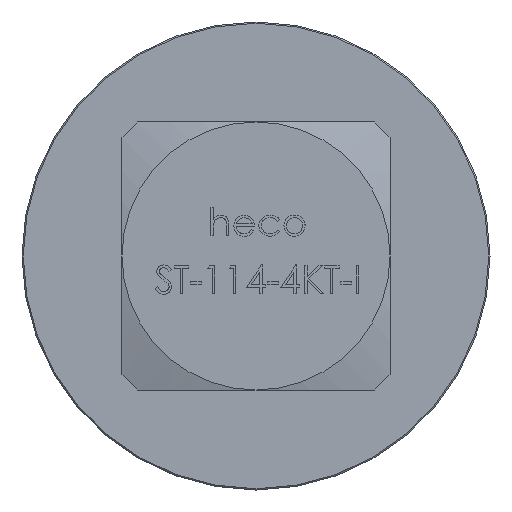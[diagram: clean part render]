
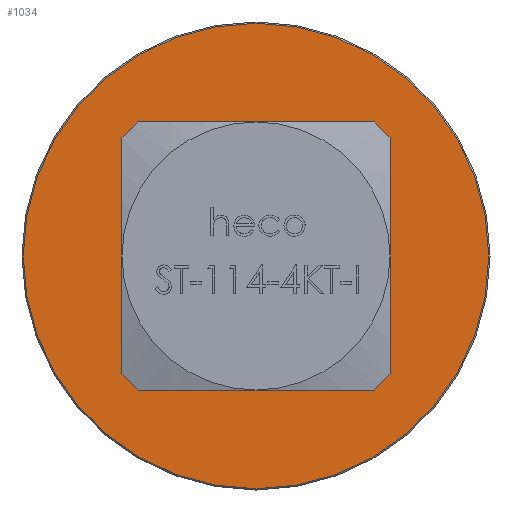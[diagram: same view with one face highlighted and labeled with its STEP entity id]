
A CAD part, front view. The second image highlights one B-rep face of the part: STEP entity #1034.
In plain terms, the highlighted planar face has unit normal (0, -1, 0).
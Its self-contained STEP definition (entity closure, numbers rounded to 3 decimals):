
#142 = AXIS2_PLACEMENT_3D ( 'NONE', #8434, #8436, #8437 ) ;
#166 = LINE ( 'NONE', #728, #194 ) ;
#194 = VECTOR ( 'NONE', #727, 1000. ) ;
#301 = CIRCLE ( 'NONE', #142, 16. ) ;
#311 = CIRCLE ( 'NONE', #1978, 16. ) ;
#328 = CIRCLE ( 'NONE', #2884, 16. ) ;
#388 = CIRCLE ( 'NONE', #2872, 16. ) ;
#426 = VERTEX_POINT ( 'NONE', #6104 ) ;
#727 = DIRECTION ( 'NONE',  ( 0., 0., -1. ) ) ;
#728 = CARTESIAN_POINT ( 'NONE',  ( 12., 12., -12. ) ) ;
#762 = CIRCLE ( 'NONE', #5655, 20.841 ) ;
#910 = CARTESIAN_POINT ( 'NONE',  ( -12., 12., 10.583 ) ) ;
#1000 = CARTESIAN_POINT ( 'NONE',  ( -10.583, 12., 12. ) ) ;
#1034 = ADVANCED_FACE ( 'NONE', ( #2089, #2088 ), #3541, .F. ) ;
#1279 = CARTESIAN_POINT ( 'NONE',  ( 10.583, 12., -12. ) ) ;
#1287 = CARTESIAN_POINT ( 'NONE',  ( 12., 12., 10.583 ) ) ;
#1302 = CARTESIAN_POINT ( 'NONE',  ( 12., 12., -10.583 ) ) ;
#1346 = CARTESIAN_POINT ( 'NONE',  ( -10.583, 12., -12. ) ) ;
#1377 = CARTESIAN_POINT ( 'NONE',  ( -12., 12., -10.583 ) ) ;
#1437 = CARTESIAN_POINT ( 'NONE',  ( 10.583, 12., 12. ) ) ;
#1956 = EDGE_CURVE ( 'NONE', #4684, #4614, #311, .T. ) ;
#1978 = AXIS2_PLACEMENT_3D ( 'NONE', #8283, #8284, #8285 ) ;
#2088 = FACE_BOUND ( 'NONE', #2735, .T. ) ;
#2089 = FACE_OUTER_BOUND ( 'NONE', #2703, .T. ) ;
#2117 = AXIS2_PLACEMENT_3D ( 'NONE', #3543, #3539, #3542 ) ;
#2212 = EDGE_CURVE ( 'NONE', #4496, #4679, #301, .T. ) ;
#2703 = EDGE_LOOP ( 'NONE', ( #4044 ) ) ;
#2735 = EDGE_LOOP ( 'NONE', ( #4823, #4327, #4491, #4404, #3952, #4624, #4625, #4638 ) ) ;
#2872 = AXIS2_PLACEMENT_3D ( 'NONE', #8051, #8057, #8066 ) ;
#2884 = AXIS2_PLACEMENT_3D ( 'NONE', #7798, #7800, #7805 ) ;
#2984 = VECTOR ( 'NONE', #6810, 1000. ) ;
#3017 = LINE ( 'NONE', #6768, #3210 ) ;
#3132 = LINE ( 'NONE', #6558, #3200 ) ;
#3176 = LINE ( 'NONE', #6811, #2984 ) ;
#3200 = VECTOR ( 'NONE', #6557, 1000. ) ;
#3210 = VECTOR ( 'NONE', #6767, 1000. ) ;
#3539 = DIRECTION ( 'NONE',  ( 0., 1., 0. ) ) ;
#3541 = PLANE ( 'NONE',  #2117 ) ;
#3542 = DIRECTION ( 'NONE',  ( 0., 0., 1. ) ) ;
#3543 = CARTESIAN_POINT ( 'NONE',  ( 0., 12., 0. ) ) ;
#3717 = EDGE_CURVE ( 'NONE', #4684, #4679, #166, .T. ) ;
#3807 = EDGE_CURVE ( 'NONE', #4063, #4614, #3176, .T. ) ;
#3824 = EDGE_CURVE ( 'NONE', #4646, #4002, #3017, .T. ) ;
#3895 = EDGE_CURVE ( 'NONE', #4496, #4656, #3132, .T. ) ;
#3952 = ORIENTED_EDGE ( 'NONE', *, *, #3824, .T. ) ;
#4002 = VERTEX_POINT ( 'NONE', #910 ) ;
#4044 = ORIENTED_EDGE ( 'NONE', *, *, #7589, .T. ) ;
#4063 = VERTEX_POINT ( 'NONE', #1000 ) ;
#4327 = ORIENTED_EDGE ( 'NONE', *, *, #2212, .F. ) ;
#4404 = ORIENTED_EDGE ( 'NONE', *, *, #7558, .F. ) ;
#4491 = ORIENTED_EDGE ( 'NONE', *, *, #3895, .T. ) ;
#4496 = VERTEX_POINT ( 'NONE', #1279 ) ;
#4614 = VERTEX_POINT ( 'NONE', #1437 ) ;
#4624 = ORIENTED_EDGE ( 'NONE', *, *, #7565, .F. ) ;
#4625 = ORIENTED_EDGE ( 'NONE', *, *, #3807, .T. ) ;
#4638 = ORIENTED_EDGE ( 'NONE', *, *, #1956, .F. ) ;
#4646 = VERTEX_POINT ( 'NONE', #1377 ) ;
#4656 = VERTEX_POINT ( 'NONE', #1346 ) ;
#4679 = VERTEX_POINT ( 'NONE', #1302 ) ;
#4684 = VERTEX_POINT ( 'NONE', #1287 ) ;
#4823 = ORIENTED_EDGE ( 'NONE', *, *, #3717, .T. ) ;
#5414 = DIRECTION ( 'NONE',  ( 1., 0., 0. ) ) ;
#5415 = DIRECTION ( 'NONE',  ( 0., -1., 0. ) ) ;
#5416 = CARTESIAN_POINT ( 'NONE',  ( 0., 12., 0. ) ) ;
#5655 = AXIS2_PLACEMENT_3D ( 'NONE', #5416, #5415, #5414 ) ;
#6104 = CARTESIAN_POINT ( 'NONE',  ( 20.841, 12., 0. ) ) ;
#6557 = DIRECTION ( 'NONE',  ( -1., 0., 0. ) ) ;
#6558 = CARTESIAN_POINT ( 'NONE',  ( -12., 12., -12. ) ) ;
#6767 = DIRECTION ( 'NONE',  ( 0., 0., 1. ) ) ;
#6768 = CARTESIAN_POINT ( 'NONE',  ( -12., 12., 12. ) ) ;
#6810 = DIRECTION ( 'NONE',  ( 1., 0., 0. ) ) ;
#6811 = CARTESIAN_POINT ( 'NONE',  ( 12., 12., 12. ) ) ;
#7558 = EDGE_CURVE ( 'NONE', #4646, #4656, #328, .T. ) ;
#7565 = EDGE_CURVE ( 'NONE', #4063, #4002, #388, .T. ) ;
#7589 = EDGE_CURVE ( 'NONE', #426, #426, #762, .T. ) ;
#7798 = CARTESIAN_POINT ( 'NONE',  ( 0., 12., 0. ) ) ;
#7800 = DIRECTION ( 'NONE',  ( 0., -1., 0. ) ) ;
#7805 = DIRECTION ( 'NONE',  ( 1., 0., 0. ) ) ;
#8051 = CARTESIAN_POINT ( 'NONE',  ( 0., 12., 0. ) ) ;
#8057 = DIRECTION ( 'NONE',  ( 0., -1., 0. ) ) ;
#8066 = DIRECTION ( 'NONE',  ( 1., 0., 0. ) ) ;
#8283 = CARTESIAN_POINT ( 'NONE',  ( 0., 12., 0. ) ) ;
#8284 = DIRECTION ( 'NONE',  ( 0., -1., 0. ) ) ;
#8285 = DIRECTION ( 'NONE',  ( 1., 0., 0. ) ) ;
#8434 = CARTESIAN_POINT ( 'NONE',  ( 0., 12., 0. ) ) ;
#8436 = DIRECTION ( 'NONE',  ( 0., -1., 0. ) ) ;
#8437 = DIRECTION ( 'NONE',  ( 1., 0., 0. ) ) ;
